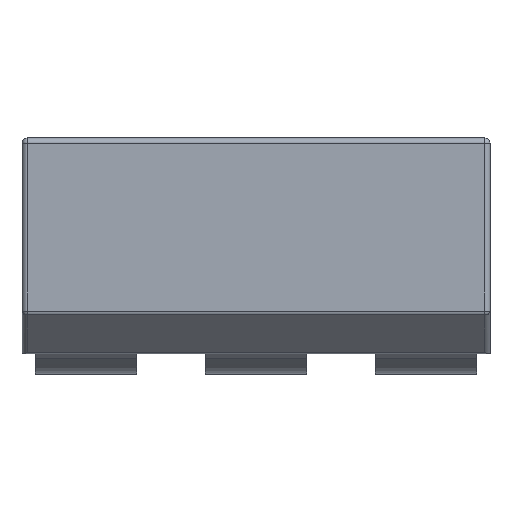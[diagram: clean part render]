
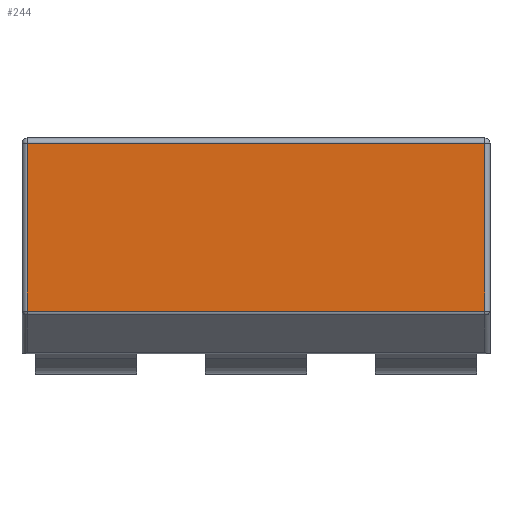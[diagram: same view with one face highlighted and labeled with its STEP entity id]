
A CAD part, front view. The second image highlights one B-rep face of the part: STEP entity #244.
In plain terms, the highlighted planar face has unit normal (0, -1, 0).
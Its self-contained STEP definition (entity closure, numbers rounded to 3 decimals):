
#154=FACE_OUTER_BOUND('',#795,.T.);
#244=ADVANCED_FACE('',(#154),#336,.F.);
#336=PLANE('',#1927);
#473=LINE('',#2924,#628);
#474=LINE('',#2927,#629);
#475=LINE('',#2929,#630);
#476=LINE('',#2931,#631);
#628=VECTOR('',#2319,1.);
#629=VECTOR('',#2320,1.);
#630=VECTOR('',#2321,1.);
#631=VECTOR('',#2322,1.);
#795=EDGE_LOOP('',(#1176,#1177,#1178,#1179));
#1176=ORIENTED_EDGE('',*,*,#1672,.T.);
#1177=ORIENTED_EDGE('',*,*,#1673,.T.);
#1178=ORIENTED_EDGE('',*,*,#1674,.T.);
#1179=ORIENTED_EDGE('',*,*,#1675,.T.);
#1460=VERTEX_POINT('',#2925);
#1461=VERTEX_POINT('',#2926);
#1462=VERTEX_POINT('',#2928);
#1463=VERTEX_POINT('',#2930);
#1672=EDGE_CURVE('',#1460,#1461,#473,.T.);
#1673=EDGE_CURVE('',#1461,#1462,#474,.T.);
#1674=EDGE_CURVE('',#1462,#1463,#475,.T.);
#1675=EDGE_CURVE('',#1463,#1460,#476,.T.);
#1927=AXIS2_PLACEMENT_3D('',#2932,#2323,#2324);
#2319=DIRECTION('',(-1.,0.,0.));
#2320=DIRECTION('',(0.,0.,-1.));
#2321=DIRECTION('',(1.,0.,0.));
#2322=DIRECTION('',(0.,0.,1.));
#2323=DIRECTION('',(0.,1.,0.));
#2324=DIRECTION('',(0.,0.,-1.));
#2924=CARTESIAN_POINT('',(69.4,0.,-0.8));
#2925=CARTESIAN_POINT('',(68.6,0.,-0.8));
#2926=CARTESIAN_POINT('',(0.8,0.,-0.8));
#2927=CARTESIAN_POINT('',(0.8,0.,0.));
#2928=CARTESIAN_POINT('',(0.8,0.,-25.669));
#2929=CARTESIAN_POINT('',(69.4,0.,-25.669));
#2930=CARTESIAN_POINT('',(68.6,0.,-25.669));
#2931=CARTESIAN_POINT('',(68.6,0.,0.));
#2932=CARTESIAN_POINT('',(69.4,0.,0.));
